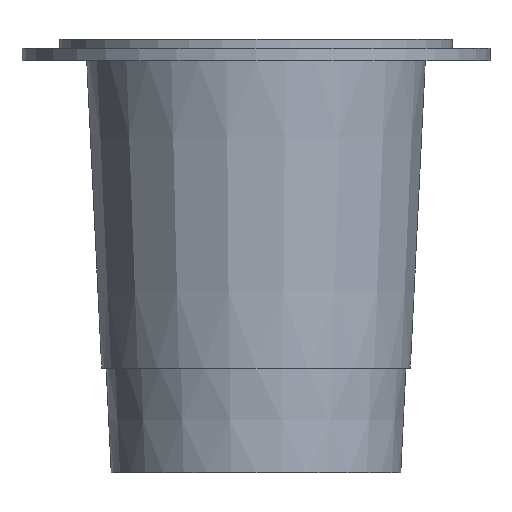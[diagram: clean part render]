
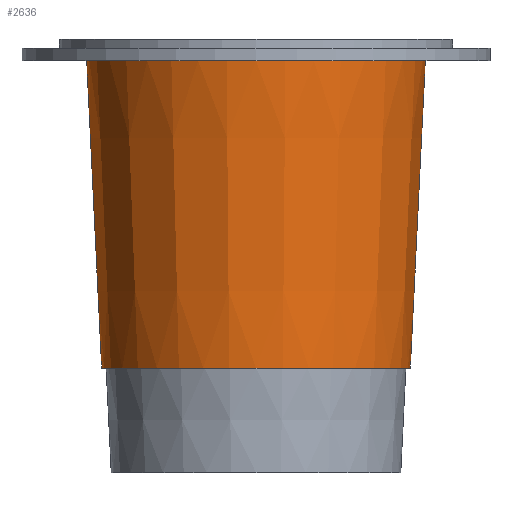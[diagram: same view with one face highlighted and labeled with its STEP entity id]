
A CAD part, front view. The second image highlights one B-rep face of the part: STEP entity #2636.
In plain terms, the highlighted conical face has half-angle 2.785 degrees and reference radius 32.501 mm.
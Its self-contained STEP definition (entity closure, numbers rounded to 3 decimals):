
#82=CONICAL_SURFACE('',#2989,32.501,0.049);
#335=FACE_OUTER_BOUND('',#515,.T.);
#515=EDGE_LOOP('',(#2405,#2406,#2407,#2408));
#735=LINE('',#4763,#943);
#943=VECTOR('',#3779,32.501);
#1088=CIRCLE('',#2987,31.);
#1090=CIRCLE('',#2990,34.001);
#1328=VERTEX_POINT('',#4756);
#1330=VERTEX_POINT('',#4761);
#1689=EDGE_CURVE('',#1328,#1328,#1088,.T.);
#1691=EDGE_CURVE('',#1330,#1330,#1090,.T.);
#1692=EDGE_CURVE('',#1330,#1328,#735,.T.);
#2405=ORIENTED_EDGE('',*,*,#1691,.F.);
#2406=ORIENTED_EDGE('',*,*,#1692,.T.);
#2407=ORIENTED_EDGE('',*,*,#1689,.T.);
#2408=ORIENTED_EDGE('',*,*,#1692,.F.);
#2636=ADVANCED_FACE('',(#335),#82,.T.);
#2987=AXIS2_PLACEMENT_3D('',#4757,#3771,#3772);
#2989=AXIS2_PLACEMENT_3D('',#4760,#3775,#3776);
#2990=AXIS2_PLACEMENT_3D('',#4762,#3777,#3778);
#3771=DIRECTION('center_axis',(0.,0.,1.));
#3772=DIRECTION('ref_axis',(1.,0.,0.));
#3775=DIRECTION('center_axis',(0.,0.,1.));
#3776=DIRECTION('ref_axis',(1.,0.,0.));
#3777=DIRECTION('center_axis',(0.,0.,1.));
#3778=DIRECTION('ref_axis',(1.,0.,0.));
#3779=DIRECTION('',(0.049,0.,-0.999));
#4756=CARTESIAN_POINT('',(-31.,0.,-61.7));
#4757=CARTESIAN_POINT('Origin',(0.,0.,-61.7));
#4760=CARTESIAN_POINT('Origin',(0.,0.,-30.85));
#4761=CARTESIAN_POINT('',(-34.001,0.,0.));
#4762=CARTESIAN_POINT('Origin',(0.,0.,0.));
#4763=CARTESIAN_POINT('',(-32.501,0.,-30.85));
